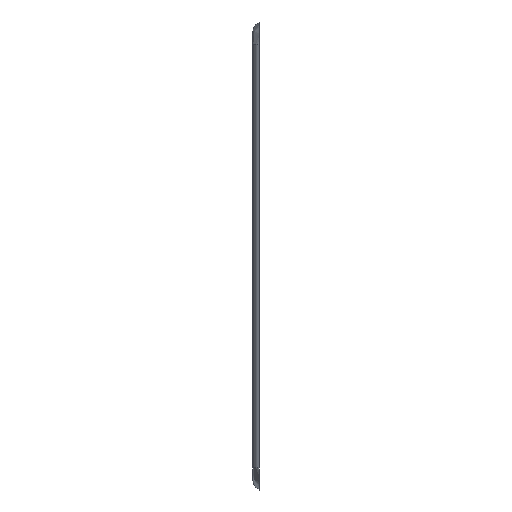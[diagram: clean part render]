
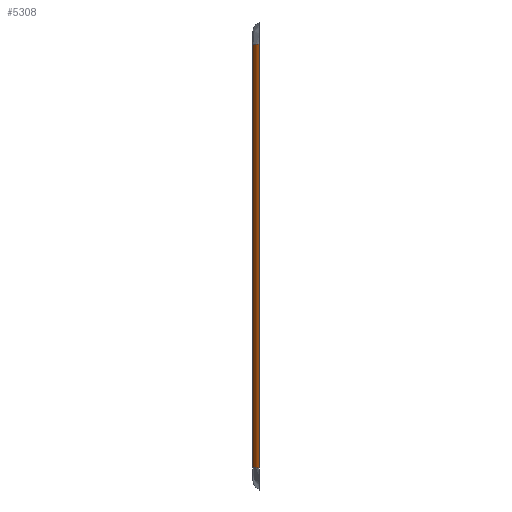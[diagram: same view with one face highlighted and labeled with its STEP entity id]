
A CAD part, left-side view. The second image highlights one B-rep face of the part: STEP entity #5308.
In plain terms, the highlighted cylindrical face has radius 3 mm (diameter 6 mm), a partial arc.
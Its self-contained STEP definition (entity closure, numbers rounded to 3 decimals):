
#20=CYLINDRICAL_SURFACE('',#5498,3.);
#93=CIRCLE('',#5494,3.);
#97=CIRCLE('',#5499,3.);
#476=FACE_OUTER_BOUND('',#780,.T.);
#780=EDGE_LOOP('',(#4584,#4585,#4586,#4587));
#1153=LINE('',#10083,#1586);
#1198=LINE('',#10270,#1631);
#1586=VECTOR('',#6014,3.);
#1631=VECTOR('',#6153,10.);
#2407=VERTEX_POINT('',#10080);
#2408=VERTEX_POINT('',#10082);
#2483=VERTEX_POINT('',#10252);
#2485=VERTEX_POINT('',#10268);
#3132=EDGE_CURVE('',#2408,#2407,#1153,.T.);
#3212=EDGE_CURVE('',#2408,#2483,#93,.T.);
#3216=EDGE_CURVE('',#2407,#2485,#97,.T.);
#3217=EDGE_CURVE('',#2483,#2485,#1198,.T.);
#4584=ORIENTED_EDGE('',*,*,#3216,.T.);
#4585=ORIENTED_EDGE('',*,*,#3217,.F.);
#4586=ORIENTED_EDGE('',*,*,#3212,.F.);
#4587=ORIENTED_EDGE('',*,*,#3132,.T.);
#5308=ADVANCED_FACE('',(#476),#20,.T.);
#5494=AXIS2_PLACEMENT_3D('',#10253,#6141,#6142);
#5498=AXIS2_PLACEMENT_3D('',#10267,#6149,#6150);
#5499=AXIS2_PLACEMENT_3D('',#10269,#6151,#6152);
#6014=DIRECTION('',(0.,0.,-1.));
#6141=DIRECTION('center_axis',(0.,0.,1.));
#6142=DIRECTION('ref_axis',(0.,1.,0.));
#6149=DIRECTION('center_axis',(0.,0.,-1.));
#6150=DIRECTION('ref_axis',(-0.866,0.5,0.));
#6151=DIRECTION('center_axis',(0.,0.,
1.));
#6152=DIRECTION('ref_axis',(0.,1.,0.));
#6153=DIRECTION('',(0.,0.,-1.));
#10080=CARTESIAN_POINT('',(-12.165,1.5,-5.));
#10082=CARTESIAN_POINT('',(-12.165,1.5,90.725));
#10083=CARTESIAN_POINT('',(-12.165,1.5,95.725));
#10252=CARTESIAN_POINT('',(-14.763,0.,90.725));
#10253=CARTESIAN_POINT('Origin',(-12.165,-1.5,90.725));
#10267=CARTESIAN_POINT('Origin',(-12.165,-1.5,95.725));
#10268=CARTESIAN_POINT('',(-14.763,0.,-5.));
#10269=CARTESIAN_POINT('Origin',(-12.165,-1.5,-5.));
#10270=CARTESIAN_POINT('',(-14.763,0.,95.725));
